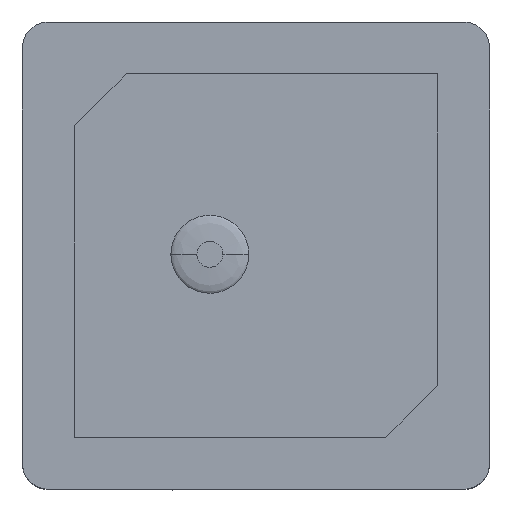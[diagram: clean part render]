
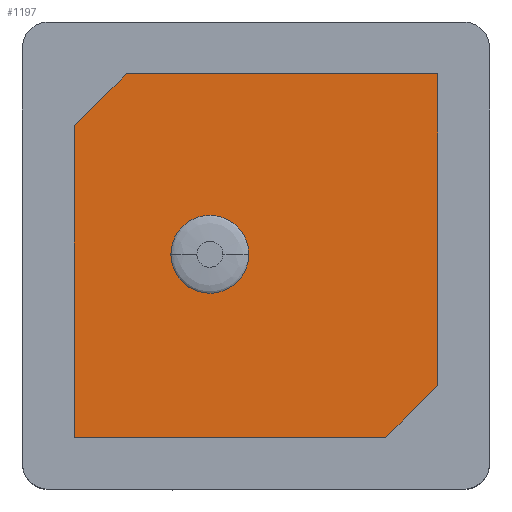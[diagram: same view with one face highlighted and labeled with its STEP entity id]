
A CAD part, top view. The second image highlights one B-rep face of the part: STEP entity #1197.
In plain terms, the highlighted planar face has unit normal (0, 0, 1).
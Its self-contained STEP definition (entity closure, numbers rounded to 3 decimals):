
#149 = CARTESIAN_POINT ( 'NONE',  ( -0.693, 0.756, 4.01 ) ) ;
#339 = VERTEX_POINT ( 'NONE', #4117 ) ;
#423 = CARTESIAN_POINT ( 'NONE',  ( -1.267, 0.681, 4.01 ) ) ;
#479 = CARTESIAN_POINT ( 'NONE',  ( -2.5, 3.5, 4.01 ) ) ;
#605 = ORIENTED_EDGE ( 'NONE', *, *, #3575, .F. ) ;
#1097 = ORIENTED_EDGE ( 'NONE', *, *, #2828, .T. ) ;
#1197 = ADVANCED_FACE ( 'NONE', ( #4511, #2585 ), #6527, .T. ) ;
#1353 = CARTESIAN_POINT ( 'NONE',  ( -0.987, 0.776, 4.01 ) ) ;
#1454 = B_SPLINE_CURVE_WITH_KNOTS ( 'NONE', 3,
 ( #2369, #8487, #7269, #3580, #7530, #11511, #6559, #4354, #7336, #10333, #8305, #12223, #8366, #11381, #5395, #11258, #5268, #4485 ),
 .UNSPECIFIED., .F., .F.,
 ( 4, 2, 2, 2, 2, 2, 2, 2, 4 ),
 ( 0.5, 0.563, 0.625, 0.687, 0.75, 0.813, 0.875, 0.938, 1. ),
 .UNSPECIFIED. ) ;
#2006 = EDGE_CURVE ( 'NONE', #4078, #11452, #2134, .T. ) ;
#2134 = B_SPLINE_CURVE_WITH_KNOTS ( 'NONE', 3,
 ( #6155, #3182, #8169, #2224, #10272, #10127, #9221, #149, #9141, #1353, #11311, #423, #2424, #12156, #3238, #7193, #11187, #2286 ),
 .UNSPECIFIED., .F., .F.,
 ( 4, 2, 2, 2, 2, 2, 2, 2, 4 ),
 ( 0., 0.063, 0.125, 0.188, 0.25, 0.313, 0.375, 0.438, 0.5 ),
 .UNSPECIFIED. ) ;
#2224 = CARTESIAN_POINT ( 'NONE',  ( -0.234, 0.404, 4.01 ) ) ;
#2266 = DIRECTION ( 'NONE',  ( 0.707, 0.707, 0. ) ) ;
#2286 = CARTESIAN_POINT ( 'NONE',  ( -1.639, 0.026, 4.01 ) ) ;
#2369 = CARTESIAN_POINT ( 'NONE',  ( -1.639, 0.026, 4.01 ) ) ;
#2424 = CARTESIAN_POINT ( 'NONE',  ( -1.35, 0.626, 4.01 ) ) ;
#2585 = FACE_OUTER_BOUND ( 'NONE', #11940, .T. ) ;
#2828 = EDGE_CURVE ( 'NONE', #339, #7795, #7777, .T. ) ;
#2883 = CARTESIAN_POINT ( 'NONE',  ( -2.5, 3.5, 4.01 ) ) ;
#3027 = VERTEX_POINT ( 'NONE', #8221 ) ;
#3182 = CARTESIAN_POINT ( 'NONE',  ( -0.139, 0.124, 4.01 ) ) ;
#3238 = CARTESIAN_POINT ( 'NONE',  ( -1.544, 0.404, 4.01 ) ) ;
#3520 = VECTOR ( 'NONE', #10842, 1000. ) ;
#3575 = EDGE_CURVE ( 'NONE', #11452, #4078, #1454, .T. ) ;
#3580 = CARTESIAN_POINT ( 'NONE',  ( -1.544, -0.352, 4.01 ) ) ;
#3816 = EDGE_CURVE ( 'NONE', #5235, #3027, #11249, .T. ) ;
#4078 = VERTEX_POINT ( 'NONE', #5368 ) ;
#4117 = CARTESIAN_POINT ( 'NONE',  ( 3.5, -2.5, 4.01 ) ) ;
#4354 = CARTESIAN_POINT ( 'NONE',  ( -1.085, -0.704, 4.01 ) ) ;
#4485 = CARTESIAN_POINT ( 'NONE',  ( -0.139, 0.026, 4.01 ) ) ;
#4511 = FACE_BOUND ( 'NONE', #7401, .T. ) ;
#4710 = CARTESIAN_POINT ( 'NONE',  ( 3.5, 3.5, 4.01 ) ) ;
#4982 = LINE ( 'NONE', #9134, #10818 ) ;
#5001 = LINE ( 'NONE', #6032, #7089 ) ;
#5235 = VERTEX_POINT ( 'NONE', #2883 ) ;
#5268 = CARTESIAN_POINT ( 'NONE',  ( -0.139, -0.072, 4.01 ) ) ;
#5359 = VECTOR ( 'NONE', #2266, 1000. ) ;
#5368 = CARTESIAN_POINT ( 'NONE',  ( -0.139, 0.026, 4.01 ) ) ;
#5395 = CARTESIAN_POINT ( 'NONE',  ( -0.234, -0.352, 4.01 ) ) ;
#5445 = CARTESIAN_POINT ( 'NONE',  ( 3.5, 3.5, 4.01 ) ) ;
#5855 = ORIENTED_EDGE ( 'NONE', *, *, #6318, .T. ) ;
#5882 = LINE ( 'NONE', #4710, #9986 ) ;
#6032 = CARTESIAN_POINT ( 'NONE',  ( -3.5, -3.5, 4.01 ) ) ;
#6155 = CARTESIAN_POINT ( 'NONE',  ( -0.139, 0.026, 4.01 ) ) ;
#6318 = EDGE_CURVE ( 'NONE', #7795, #5235, #5882, .T. ) ;
#6527 = PLANE ( 'NONE',  #12303 ) ;
#6559 = CARTESIAN_POINT ( 'NONE',  ( -1.267, -0.629, 4.01 ) ) ;
#6604 = DIRECTION ( 'NONE',  ( -1., 0., 0. ) ) ;
#6690 = ORIENTED_EDGE ( 'NONE', *, *, #2006, .F. ) ;
#6806 = VERTEX_POINT ( 'NONE', #10403 ) ;
#6969 = CARTESIAN_POINT ( 'NONE',  ( 3.5, -2.5, 4.01 ) ) ;
#7034 = CARTESIAN_POINT ( 'NONE',  ( -1.639, 0.026, 4.01 ) ) ;
#7089 = VECTOR ( 'NONE', #10022, 1000. ) ;
#7193 = CARTESIAN_POINT ( 'NONE',  ( -1.619, 0.222, 4.01 ) ) ;
#7269 = CARTESIAN_POINT ( 'NONE',  ( -1.619, -0.17, 4.01 ) ) ;
#7336 = CARTESIAN_POINT ( 'NONE',  ( -0.987, -0.724, 4.01 ) ) ;
#7401 = EDGE_LOOP ( 'NONE', ( #6690, #605 ) ) ;
#7530 = CARTESIAN_POINT ( 'NONE',  ( -1.489, -0.435, 4.01 ) ) ;
#7753 = VERTEX_POINT ( 'NONE', #12605 ) ;
#7777 = LINE ( 'NONE', #6969, #3520 ) ;
#7795 = VERTEX_POINT ( 'NONE', #5445 ) ;
#7799 = DIRECTION ( 'NONE',  ( 1., 0., 0. ) ) ;
#8169 = CARTESIAN_POINT ( 'NONE',  ( -0.159, 0.222, 4.01 ) ) ;
#8221 = CARTESIAN_POINT ( 'NONE',  ( -3.5, 2.5, 4.01 ) ) ;
#8235 = VECTOR ( 'NONE', #11369, 1000. ) ;
#8305 = CARTESIAN_POINT ( 'NONE',  ( -0.693, -0.704, 4.01 ) ) ;
#8366 = CARTESIAN_POINT ( 'NONE',  ( -0.428, -0.574, 4.01 ) ) ;
#8487 = CARTESIAN_POINT ( 'NONE',  ( -1.639, -0.072, 4.01 ) ) ;
#8512 = ORIENTED_EDGE ( 'NONE', *, *, #10492, .T. ) ;
#8762 = CARTESIAN_POINT ( 'NONE',  ( 0., 0., 4.01 ) ) ;
#8856 = CARTESIAN_POINT ( 'NONE',  ( 2.5, -3.5, 4.01 ) ) ;
#9134 = CARTESIAN_POINT ( 'NONE',  ( -3.5, 2.5, 4.01 ) ) ;
#9141 = CARTESIAN_POINT ( 'NONE',  ( -0.791, 0.776, 4.01 ) ) ;
#9221 = CARTESIAN_POINT ( 'NONE',  ( -0.511, 0.681, 4.01 ) ) ;
#9986 = VECTOR ( 'NONE', #6604, 1000. ) ;
#10022 = DIRECTION ( 'NONE',  ( 1., 0., 0. ) ) ;
#10127 = CARTESIAN_POINT ( 'NONE',  ( -0.428, 0.626, 4.01 ) ) ;
#10272 = CARTESIAN_POINT ( 'NONE',  ( -0.289, 0.487, 4.01 ) ) ;
#10333 = CARTESIAN_POINT ( 'NONE',  ( -0.791, -0.724, 4.01 ) ) ;
#10403 = CARTESIAN_POINT ( 'NONE',  ( 2.5, -3.5, 4.01 ) ) ;
#10492 = EDGE_CURVE ( 'NONE', #3027, #7753, #4982, .T. ) ;
#10733 = ORIENTED_EDGE ( 'NONE', *, *, #3816, .T. ) ;
#10740 = DIRECTION ( 'NONE',  ( 0., 0., 1. ) ) ;
#10818 = VECTOR ( 'NONE', #11108, 1000. ) ;
#10842 = DIRECTION ( 'NONE',  ( 0., 1., 0. ) ) ;
#10971 = EDGE_CURVE ( 'NONE', #7753, #6806, #5001, .T. ) ;
#11108 = DIRECTION ( 'NONE',  ( 0., -1., 0. ) ) ;
#11160 = LINE ( 'NONE', #8856, #5359 ) ;
#11187 = CARTESIAN_POINT ( 'NONE',  ( -1.639, 0.124, 4.01 ) ) ;
#11249 = LINE ( 'NONE', #479, #8235 ) ;
#11258 = CARTESIAN_POINT ( 'NONE',  ( -0.159, -0.17, 4.01 ) ) ;
#11311 = CARTESIAN_POINT ( 'NONE',  ( -1.085, 0.756, 4.01 ) ) ;
#11369 = DIRECTION ( 'NONE',  ( -0.707, -0.707, 0. ) ) ;
#11381 = CARTESIAN_POINT ( 'NONE',  ( -0.289, -0.435, 4.01 ) ) ;
#11452 = VERTEX_POINT ( 'NONE', #7034 ) ;
#11511 = CARTESIAN_POINT ( 'NONE',  ( -1.35, -0.574, 4.01 ) ) ;
#11523 = EDGE_CURVE ( 'NONE', #6806, #339, #11160, .T. ) ;
#11940 = EDGE_LOOP ( 'NONE', ( #5855, #10733, #8512, #12013, #12264, #1097 ) ) ;
#12013 = ORIENTED_EDGE ( 'NONE', *, *, #10971, .T. ) ;
#12156 = CARTESIAN_POINT ( 'NONE',  ( -1.489, 0.487, 4.01 ) ) ;
#12223 = CARTESIAN_POINT ( 'NONE',  ( -0.511, -0.629, 4.01 ) ) ;
#12264 = ORIENTED_EDGE ( 'NONE', *, *, #11523, .T. ) ;
#12303 = AXIS2_PLACEMENT_3D ( 'NONE', #8762, #10740, #7799 ) ;
#12605 = CARTESIAN_POINT ( 'NONE',  ( -3.5, -3.5, 4.01 ) ) ;
